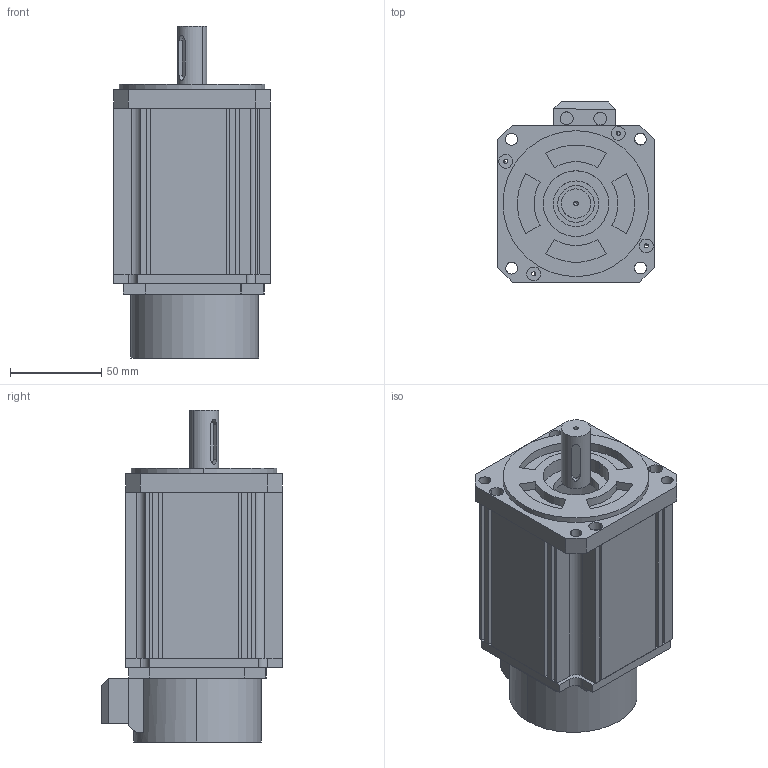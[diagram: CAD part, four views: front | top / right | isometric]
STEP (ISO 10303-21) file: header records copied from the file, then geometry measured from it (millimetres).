
FILE_DESCRIPTION (( 'STEP AP203' ), '1' );
FILE_NAME ('90-2.4N.STEP', '2017-06-25T05:24:31', ( '' ), ( '' ), 'SwSTEP 2.0', 'SolidWorks 2014', '' );
FILE_SCHEMA (( 'CONFIG_CONTROL_DESIGN' ));
Length unit declared in the file: millimetre
Products named in the file (6): 90-2.4N 隅赽; 90粣; 90-2.4N; 90綴裔; 90綴欶; 90ヶ裔
Assembly tree (5 placements, depth 2):
  90-2.4N
    90-2.4N 隅赽
    90綴裔
    90粣
    90綴欶
    90ヶ裔
Bounding box: 86 x 99.13 x 182 mm (x, y, z)
Volume: 297345.8 mm3; surface area: 150909.1 mm2
Topology: 5 solids, 5 shells, 294 faces, 795 edges, 524 vertices
Faces by surface type: plane 173, cylinder 113, cone 6, bspline 2
Entity records: 10024 total; most frequent: CARTESIAN_POINT 1686, DIRECTION 1641, ORIENTED_EDGE 1578, EDGE_CURVE 789, AXIS2_PLACEMENT_3D 557, LINE 527, VECTOR 527, VERTEX_POINT 524
